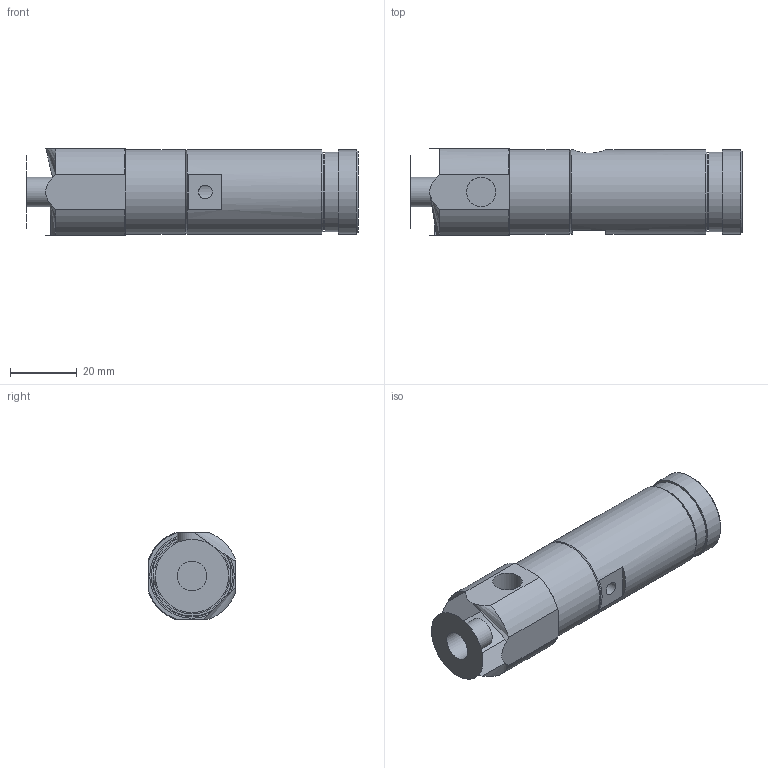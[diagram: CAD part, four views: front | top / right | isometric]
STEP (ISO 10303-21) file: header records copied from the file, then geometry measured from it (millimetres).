
FILE_DESCRIPTION(/* description */ (''),/* implementation_level */ '2;1');
FILE_NAME(/* name */ 'DV5325_S00352_Shrinkwrap_1.stp',/* time_stamp */ '2021-01-19T11:25:52+01:00',/* author */ ('glueck'),/* organization */ (''),/* preprocessor_version */ 'ST-DEVELOPER v18.1',/* originating_system */ 'Autodesk Inventor 2021',/* authorisation */ '');
FILE_SCHEMA (('AUTOMOTIVE_DESIGN { 1 0 10303 214 3 1 1 }'));
Length unit declared in the file: millimetre
Products named in the file (1): DV5325_S00352_Shrinkwrap_1
Bounding box: 99.8 x 26 x 26 mm (x, y, z)
Volume: 49341.4 mm3; surface area: 10587.3 mm2
Topology: 1 solids, 1 shells, 48 faces, 101 edges, 67 vertices
Faces by surface type: plane 21, cylinder 19, cone 8
Full cylindrical faces by diameter (mm): 4.134 x2, 5 x1, 8.8 x2, 8.848 x1, 9.5 x1, 22.8 x1, 24 x2, 25.3 x1, 25.4 x2
Entity records: 1493 total; most frequent: CARTESIAN_POINT 319, DIRECTION 226, ORIENTED_EDGE 200, EDGE_CURVE 100, AXIS2_PLACEMENT_3D 95, VERTEX_POINT 67, EDGE_LOOP 61, FACE_OUTER_BOUND 48
